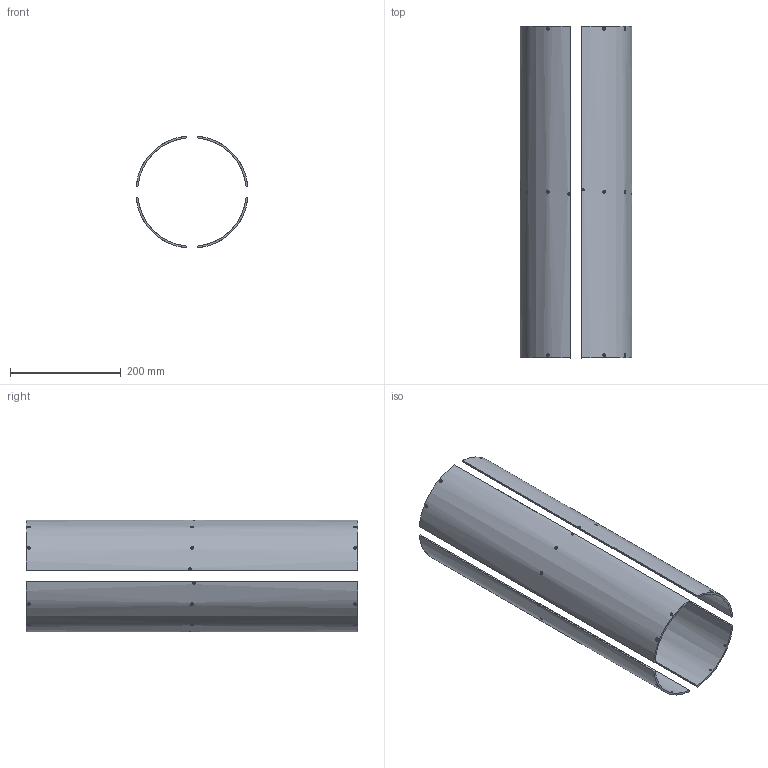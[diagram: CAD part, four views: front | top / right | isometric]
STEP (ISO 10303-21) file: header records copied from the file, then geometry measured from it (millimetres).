
FILE_DESCRIPTION(/* description */ (''),/* implementation_level */ '2;1');
FILE_NAME(/* name */ 'can_open.stp',/* time_stamp */ '2020-10-21T12:47:52-05:00',/* author */ ('dsouthall'),/* organization */ (''),/* preprocessor_version */ 'ST-DEVELOPER v18.1',/* originating_system */ 'Autodesk Inventor 2021',/* authorisation */ '');
FILE_SCHEMA (('AUTOMOTIVE_DESIGN { 1 0 10303 214 3 1 1 }'));
Length unit declared in the file: inch
Products named in the file (1): can
Bounding box: 202.21 x 600 x 202.21 mm (x, y, z)
Volume: 1043364.1 mm3; surface area: 677054.4 mm2
Topology: 4 solids, 4 shells, 88 faces, 304 edges, 224 vertices
Faces by surface type: cylinder 40, cone 32, plane 16
Full cylindrical faces by diameter (mm): 2.438 x8, 3.277 x24
Entity records: 5500 total; most frequent: CARTESIAN_POINT 2825, ORIENTED_EDGE 608, DIRECTION 434, EDGE_CURVE 304, VERTEX_POINT 224, AXIS2_PLACEMENT_3D 169, EDGE_LOOP 152, B_SPLINE_CURVE_WITH_KNOTS 128
